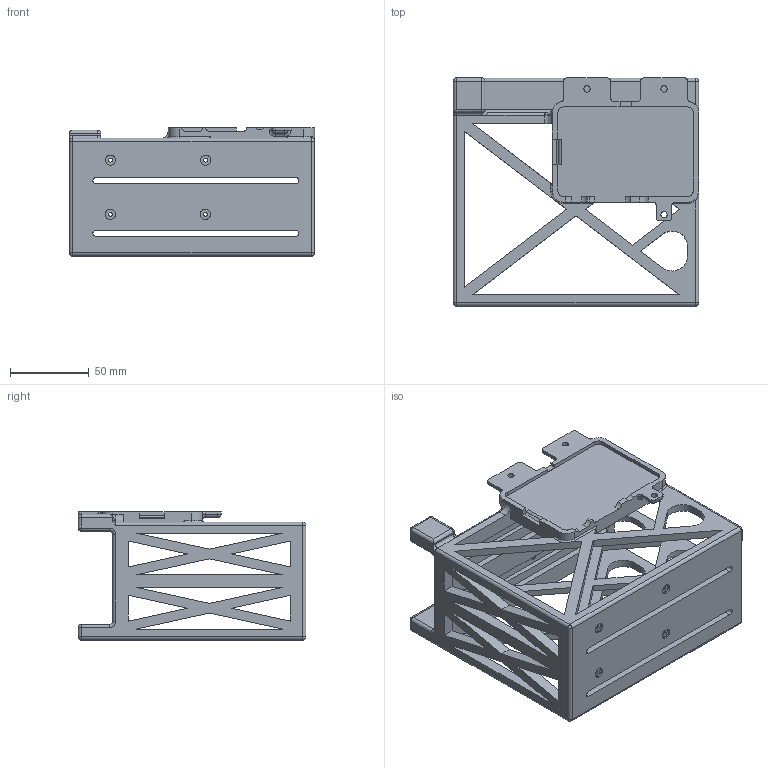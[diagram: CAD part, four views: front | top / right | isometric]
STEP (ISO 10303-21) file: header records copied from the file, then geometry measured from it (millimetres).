
FILE_DESCRIPTION(/* description */ (''),/* implementation_level */ '2;1');
FILE_NAME(/* name */ 'BackupServerCase_HDD_Rack_i4.step',/* time_stamp */ '2025-12-09T14:29:26Z',/* author */ (''),/* organization */ (''),/* preprocessor_version */ 'ST-DEVELOPER v20.1',/* originating_system */ 'Autodesk Translation Framework v14.21.0.0',/* authorisation */ '');
FILE_SCHEMA (('AUTOMOTIVE_DESIGN { 1 0 10303 214 3 1 1 }'));
Length unit declared in the file: millimetre
Products named in the file (1): 2025-12-04-22-03-19-306
Bounding box: 156 x 145 x 81.5 mm (x, y, z)
Volume: 311237.5 mm3; surface area: 133577.7 mm2
Topology: 1 solids, 1 shells, 872 faces, 2538 edges, 1659 vertices
Faces by surface type: plane 731, cylinder 94, sphere 19, bspline 15, torus 13
Full cylindrical faces by diameter (mm): 4 x3
Entity records: 31232 total; most frequent: CARTESIAN_POINT 8010, ORIENTED_EDGE 5066, DIRECTION 4411, EDGE_CURVE 2533, LINE 2287, VECTOR 2287, VERTEX_POINT 1657, AXIS2_PLACEMENT_3D 1062
